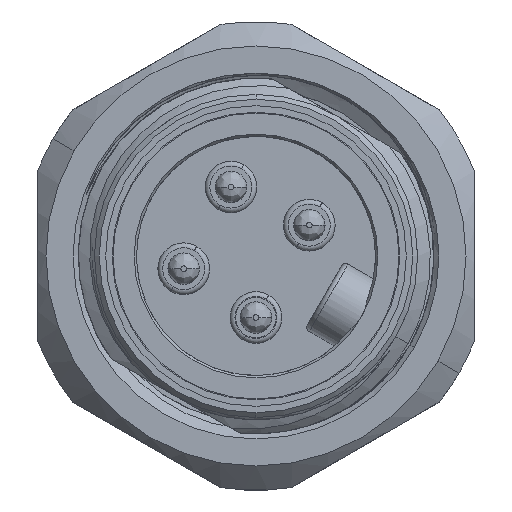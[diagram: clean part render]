
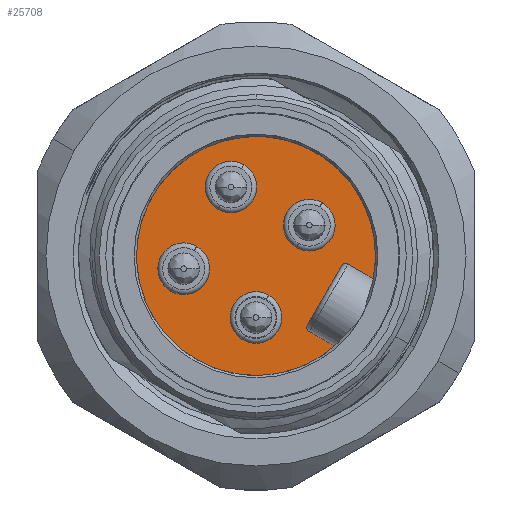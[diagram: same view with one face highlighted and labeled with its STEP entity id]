
A CAD part, left-side view. The second image highlights one B-rep face of the part: STEP entity #25708.
In plain terms, the highlighted planar face has unit normal (-1, 0, 0).
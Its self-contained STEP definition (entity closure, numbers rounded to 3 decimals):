
#8445=DIRECTION('',(0.,-0.5,0.866));
#8446=VECTOR('',#8445,4.2);
#8447=CARTESIAN_POINT('',(-33.4,-3.185,-4.264));
#8448=LINE('',#8447,#8446);
#8454=CARTESIAN_POINT('',(-33.4,-5.545,-0.776));
#8455=DIRECTION('',(1.,0.,0.));
#8456=DIRECTION('',(0.,0.866,0.5));
#8457=AXIS2_PLACEMENT_3D('',#8454,#8455,#8456);
#8463=DIRECTION('',(0.,-0.866,-0.5));
#8464=VECTOR('',#8463,1.81);
#8465=CARTESIAN_POINT('',(-33.4,-5.695,-0.517));
#8466=LINE('',#8465,#8464);
#8467=CARTESIAN_POINT('',(-33.4,0.,0.));
#8468=DIRECTION('',(1.,0.,0.));
#8469=DIRECTION('',(0.,-0.657,-0.754));
#8470=AXIS2_PLACEMENT_3D('',#8467,#8468,#8469);
#8472=CARTESIAN_POINT('',(-33.4,4.474,-0.789));
#8473=DIRECTION('',(-1.,0.,0.));
#8474=DIRECTION('',(0.,-0.5,0.866));
#8475=AXIS2_PLACEMENT_3D('',#8472,#8473,#8474);
#8477=CARTESIAN_POINT('',(-33.4,4.474,-0.789));
#8478=DIRECTION('',(-1.,0.,0.));
#8479=DIRECTION('',(0.,0.5,-0.866));
#8480=AXIS2_PLACEMENT_3D('',#8477,#8478,#8479);
#8482=CARTESIAN_POINT('',(-33.4,1.554,4.269));
#8483=DIRECTION('',(-1.,0.,0.));
#8484=DIRECTION('',(0.,-0.5,0.866));
#8485=AXIS2_PLACEMENT_3D('',#8482,#8483,#8484);
#8487=CARTESIAN_POINT('',(-33.4,1.554,4.269));
#8488=DIRECTION('',(-1.,0.,0.));
#8489=DIRECTION('',(0.,0.5,-0.866));
#8490=AXIS2_PLACEMENT_3D('',#8487,#8488,#8489);
#8492=CARTESIAN_POINT('',(-33.4,0.005,-3.808));
#8493=DIRECTION('',(-1.,0.,0.));
#8494=DIRECTION('',(0.,-0.5,0.866));
#8495=AXIS2_PLACEMENT_3D('',#8492,#8493,#8494);
#8497=CARTESIAN_POINT('',(-33.4,0.005,-3.808));
#8498=DIRECTION('',(-1.,0.,0.));
#8499=DIRECTION('',(0.,0.5,-0.866));
#8500=AXIS2_PLACEMENT_3D('',#8497,#8498,#8499);
#8502=CARTESIAN_POINT('',(-33.4,-3.295,1.908));
#8503=DIRECTION('',(-1.,0.,0.));
#8504=DIRECTION('',(0.,-0.5,0.866));
#8505=AXIS2_PLACEMENT_3D('',#8502,#8503,#8504);
#8507=CARTESIAN_POINT('',(-33.4,-3.295,1.908));
#8508=DIRECTION('',(-1.,0.,0.));
#8509=DIRECTION('',(0.,0.5,-0.866));
#8510=AXIS2_PLACEMENT_3D('',#8507,#8508,#8509);
#8512=CARTESIAN_POINT('',(-33.4,-3.445,-4.414));
#8513=DIRECTION('',(1.,0.,0.));
#8514=DIRECTION('',(0.,0.5,-0.866));
#8515=AXIS2_PLACEMENT_3D('',#8512,#8513,#8514);
#8521=DIRECTION('',(0.,0.866,0.5));
#8522=VECTOR('',#8521,1.81);
#8523=CARTESIAN_POINT('',(-33.4,-4.862,-5.578));
#8524=LINE('',#8523,#8522);
#13711=CARTESIAN_POINT('',(-33.4,-4.862,-5.578));
#13712=VERTEX_POINT('',#13711);
#13713=CARTESIAN_POINT('',(-33.4,-7.262,-1.422));
#13714=VERTEX_POINT('',#13713);
#13715=CARTESIAN_POINT('',(-33.4,3.674,0.597));
#13716=CARTESIAN_POINT('',(-33.4,5.274,-2.174));
#13717=VERTEX_POINT('',#13715);
#13718=VERTEX_POINT('',#13716);
#13719=CARTESIAN_POINT('',(-33.4,0.754,5.654));
#13720=CARTESIAN_POINT('',(-33.4,2.354,2.883));
#13721=VERTEX_POINT('',#13719);
#13722=VERTEX_POINT('',#13720);
#13723=CARTESIAN_POINT('',(-33.4,-0.795,-2.422));
#13724=CARTESIAN_POINT('',(-33.4,0.805,-5.194));
#13725=VERTEX_POINT('',#13723);
#13726=VERTEX_POINT('',#13724);
#13752=CARTESIAN_POINT('',(-33.4,-5.695,-0.517));
#13754=VERTEX_POINT('',#13752);
#13756=CARTESIAN_POINT('',(-33.4,-5.285,-0.626));
#13758=VERTEX_POINT('',#13756);
#13763=CARTESIAN_POINT('',(-33.4,-3.185,-4.264));
#13764=VERTEX_POINT('',#13763);
#13765=CARTESIAN_POINT('',(-33.4,-3.295,-4.673));
#13766=VERTEX_POINT('',#13765);
#13767=CARTESIAN_POINT('',(-33.4,-4.095,3.294));
#13768=CARTESIAN_POINT('',(-33.4,-2.495,0.522));
#13769=VERTEX_POINT('',#13767);
#13770=VERTEX_POINT('',#13768);
#25668=CARTESIAN_POINT('',(-33.4,1.85,-3.204));
#25669=DIRECTION('',(-1.,0.,0.));
#25670=DIRECTION('',(0.,-0.866,-0.5));
#25671=AXIS2_PLACEMENT_3D('',#25668,#25669,#25670);
#25672=PLANE('',#25671);
#25673=ORIENTED_EDGE('',*,*,#25648,.F.);
#25674=ORIENTED_EDGE('',*,*,#25625,.F.);
#25675=ORIENTED_EDGE('',*,*,#25599,.F.);
#25677=ORIENTED_EDGE('',*,*,#25676,.F.);
#25679=ORIENTED_EDGE('',*,*,#25678,.F.);
#25681=ORIENTED_EDGE('',*,*,#25680,.T.);
#25682=EDGE_LOOP('',(#25673,#25674,#25675,#25677,#25679,#25681));
#25683=FACE_OUTER_BOUND('',#25682,.F.);
#25685=ORIENTED_EDGE('',*,*,#25684,.T.);
#25687=ORIENTED_EDGE('',*,*,#25686,.T.);
#25688=EDGE_LOOP('',(#25685,#25687));
#25689=FACE_BOUND('',#25688,.F.);
#25691=ORIENTED_EDGE('',*,*,#25690,.T.);
#25693=ORIENTED_EDGE('',*,*,#25692,.T.);
#25694=EDGE_LOOP('',(#25691,#25693));
#25695=FACE_BOUND('',#25694,.F.);
#25697=ORIENTED_EDGE('',*,*,#25696,.T.);
#25699=ORIENTED_EDGE('',*,*,#25698,.T.);
#25700=EDGE_LOOP('',(#25697,#25699));
#25701=FACE_BOUND('',#25700,.F.);
#25703=ORIENTED_EDGE('',*,*,#25702,.T.);
#25705=ORIENTED_EDGE('',*,*,#25704,.T.);
#25706=EDGE_LOOP('',(#25703,#25705));
#25707=FACE_BOUND('',#25706,.F.);
#8458=CIRCLE('',#8457,0.3);
#8471=CIRCLE('',#8470,7.4);
#8476=CIRCLE('',#8475,1.6);
#8481=CIRCLE('',#8480,1.6);
#8486=CIRCLE('',#8485,1.6);
#8491=CIRCLE('',#8490,1.6);
#8496=CIRCLE('',#8495,1.6);
#8501=CIRCLE('',#8500,1.6);
#8506=CIRCLE('',#8505,1.6);
#8511=CIRCLE('',#8510,1.6);
#8516=CIRCLE('',#8515,0.3);
#25599=EDGE_CURVE('',#13764,#13758,#8448,.T.);
#25625=EDGE_CURVE('',#13758,#13754,#8458,.T.);
#25648=EDGE_CURVE('',#13754,#13714,#8466,.T.);
#25676=EDGE_CURVE('',#13766,#13764,#8516,.T.);
#25678=EDGE_CURVE('',#13712,#13766,#8524,.T.);
#25680=EDGE_CURVE('',#13712,#13714,#8471,.T.);
#25684=EDGE_CURVE('',#13717,#13718,#8476,.T.);
#25686=EDGE_CURVE('',#13718,#13717,#8481,.T.);
#25690=EDGE_CURVE('',#13721,#13722,#8486,.T.);
#25692=EDGE_CURVE('',#13722,#13721,#8491,.T.);
#25696=EDGE_CURVE('',#13725,#13726,#8496,.T.);
#25698=EDGE_CURVE('',#13726,#13725,#8501,.T.);
#25702=EDGE_CURVE('',#13769,#13770,#8506,.T.);
#25704=EDGE_CURVE('',#13770,#13769,#8511,.T.);
#25708=ADVANCED_FACE('',(#25683,#25689,#25695,#25701,#25707),#25672,.T.);
